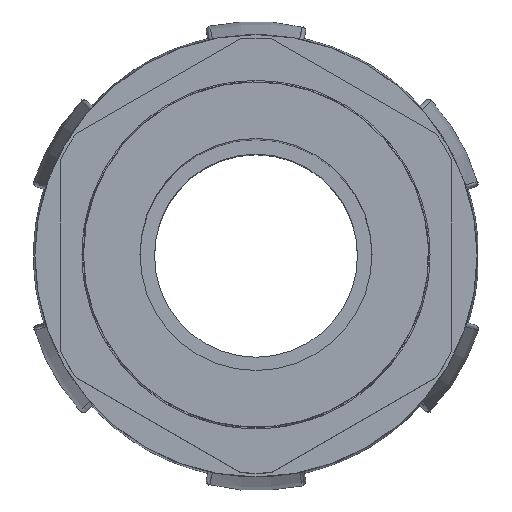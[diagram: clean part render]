
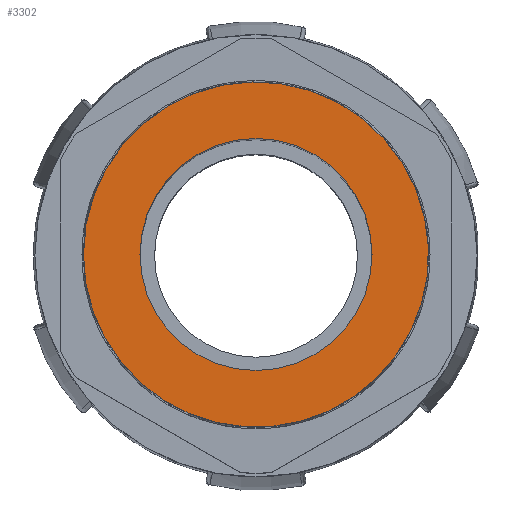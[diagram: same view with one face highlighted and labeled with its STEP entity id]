
A CAD part, top view. The second image highlights one B-rep face of the part: STEP entity #3302.
In plain terms, the highlighted planar face has unit normal (0, 0, 1).
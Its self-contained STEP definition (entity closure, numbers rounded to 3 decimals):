
#135 = EDGE_CURVE ( 'NONE', #3888, #3888, #2002, .T. ) ;
#196 = DIRECTION ( 'NONE',  ( -1., 0., 0. ) ) ;
#421 = AXIS2_PLACEMENT_3D ( 'NONE', #977, #3273, #1313 ) ;
#464 = CARTESIAN_POINT ( 'NONE',  ( -11.9, 0., 0. ) ) ;
#508 = PLANE ( 'NONE',  #1842 ) ;
#546 = FACE_BOUND ( 'NONE', #2346, .T. ) ;
#756 = ORIENTED_EDGE ( 'NONE', *, *, #135, .F. ) ;
#977 = CARTESIAN_POINT ( 'NONE',  ( 0., 0., 0. ) ) ;
#1172 = DIRECTION ( 'NONE',  ( 0., 0., -1. ) ) ;
#1209 = CIRCLE ( 'NONE', #421, 8. ) ;
#1313 = DIRECTION ( 'NONE',  ( 1., 0., 0. ) ) ;
#1414 = FACE_OUTER_BOUND ( 'NONE', #2182, .T. ) ;
#1618 = VERTEX_POINT ( 'NONE', #3196 ) ;
#1842 = AXIS2_PLACEMENT_3D ( 'NONE', #3486, #2163, #196 ) ;
#2002 = CIRCLE ( 'NONE', #2188, 11.9 ) ;
#2163 = DIRECTION ( 'NONE',  ( 0., 0., -1. ) ) ;
#2182 = EDGE_LOOP ( 'NONE', ( #756 ) ) ;
#2188 = AXIS2_PLACEMENT_3D ( 'NONE', #3141, #1172, #3474 ) ;
#2346 = EDGE_LOOP ( 'NONE', ( #2638 ) ) ;
#2638 = ORIENTED_EDGE ( 'NONE', *, *, #3529, .F. ) ;
#3141 = CARTESIAN_POINT ( 'NONE',  ( 0., 0., 0. ) ) ;
#3196 = CARTESIAN_POINT ( 'NONE',  ( 8., 0., 0. ) ) ;
#3273 = DIRECTION ( 'NONE',  ( 0., 0., 1. ) ) ;
#3302 = ADVANCED_FACE ( 'NONE', ( #546, #1414 ), #508, .F. ) ;
#3474 = DIRECTION ( 'NONE',  ( -1., 0., 0. ) ) ;
#3486 = CARTESIAN_POINT ( 'NONE',  ( 0., 8., 0. ) ) ;
#3529 = EDGE_CURVE ( 'NONE', #1618, #1618, #1209, .T. ) ;
#3888 = VERTEX_POINT ( 'NONE', #464 ) ;
